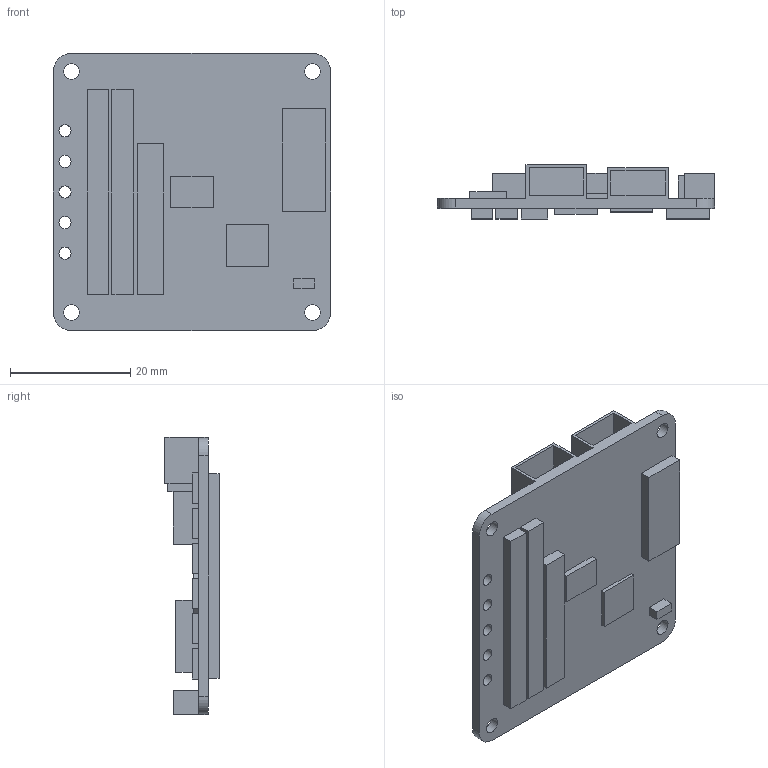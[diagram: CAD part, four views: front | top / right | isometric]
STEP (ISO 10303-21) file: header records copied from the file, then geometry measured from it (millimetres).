
FILE_DESCRIPTION(/* description */ (''),/* implementation_level */ '2;1');
FILE_NAME(/* name */ '20230226-moteus-n1-mechanical.step',/* time_stamp */ '2023-02-26T21:41:02-05:00',/* author */ (''),/* organization */ (''),/* preprocessor_version */ 'ST-DEVELOPER v19.2',/* originating_system */ 'Autodesk Translation Framework v11.17.0.187',/* authorisation */ '');
FILE_SCHEMA (('AUTOMOTIVE_DESIGN { 1 0 10303 214 3 1 1 }'));
Length unit declared in the file: millimetre
Products named in the file (1): moteus-n1
Bounding box: 46 x 9 x 46 mm (x, y, z)
Volume: 5726.9 mm3; surface area: 6559.5 mm2
Topology: 1 solids, 1 shells, 148 faces, 375 edges, 250 vertices
Faces by surface type: plane 135, cylinder 13
Full cylindrical faces by diameter (mm): 2 x5, 2.6 x4
Entity records: 4454 total; most frequent: CARTESIAN_POINT 774, ORIENTED_EDGE 750, DIRECTION 699, EDGE_CURVE 375, LINE 349, VECTOR 349, VERTEX_POINT 250, EDGE_LOOP 187
